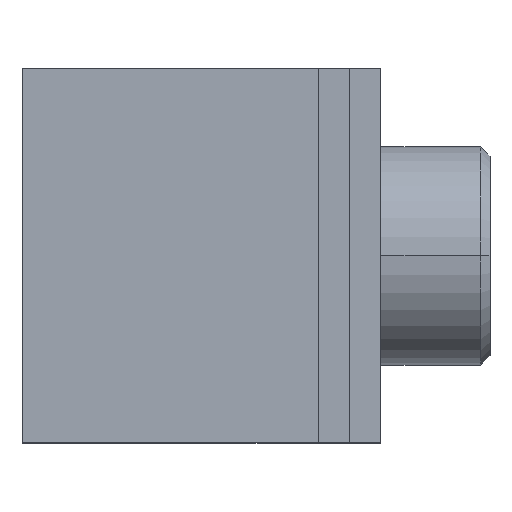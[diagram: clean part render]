
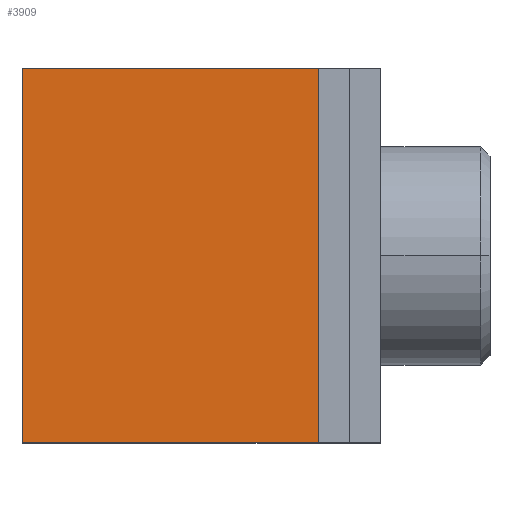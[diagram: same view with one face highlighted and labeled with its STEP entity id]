
A CAD part, top view. The second image highlights one B-rep face of the part: STEP entity #3909.
In plain terms, the highlighted planar face has unit normal (0, 0, 1).
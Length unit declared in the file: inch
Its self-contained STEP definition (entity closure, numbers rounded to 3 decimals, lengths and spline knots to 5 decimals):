
#99 = CARTESIAN_POINT ( 'NONE',  ( -0.21654, -0.23622, 0.1378 ) ) ;
#255 = VECTOR ( 'NONE', #2660, 39.37008 ) ;
#364 = CARTESIAN_POINT ( 'NONE',  ( -0.59055, 0.23622, 0.1378 ) ) ;
#570 = CARTESIAN_POINT ( 'NONE',  ( -0.1378, 0.23622, 0.1378 ) ) ;
#585 = EDGE_CURVE ( 'NONE', #4001, #853, #2437, .T. ) ;
#853 = VERTEX_POINT ( 'NONE', #3534 ) ;
#880 = DIRECTION ( 'NONE',  ( 0., 1., 0. ) ) ;
#1159 = AXIS2_PLACEMENT_3D ( 'NONE', #570, #1304, #1602 ) ;
#1164 = EDGE_CURVE ( 'NONE', #853, #3591, #4006, .T. ) ;
#1193 = EDGE_LOOP ( 'NONE', ( #2767, #3937, #4541, #1817 ) ) ;
#1278 = CARTESIAN_POINT ( 'NONE',  ( -0.1378, 0.23622, 0.1378 ) ) ;
#1304 = DIRECTION ( 'NONE',  ( 0., 0., -1. ) ) ;
#1467 = DIRECTION ( 'NONE',  ( 1., 0., 0. ) ) ;
#1602 = DIRECTION ( 'NONE',  ( -1., 0., 0. ) ) ;
#1817 = ORIENTED_EDGE ( 'NONE', *, *, #4532, .T. ) ;
#1855 = VECTOR ( 'NONE', #1467, 39.37008 ) ;
#2127 = CARTESIAN_POINT ( 'NONE',  ( -0.59055, -0.23622, 0.1378 ) ) ;
#2324 = EDGE_CURVE ( 'NONE', #3726, #3591, #4417, .T. ) ;
#2437 = LINE ( 'NONE', #2798, #1855 ) ;
#2660 = DIRECTION ( 'NONE',  ( 1., 0., 0. ) ) ;
#2689 = DIRECTION ( 'NONE',  ( 0., -1., 0. ) ) ;
#2767 = ORIENTED_EDGE ( 'NONE', *, *, #585, .T. ) ;
#2798 = CARTESIAN_POINT ( 'NONE',  ( -0.1378, -0.23622, 0.1378 ) ) ;
#2944 = CARTESIAN_POINT ( 'NONE',  ( -0.59055, 0.23622, 0.1378 ) ) ;
#3142 = LINE ( 'NONE', #364, #4537 ) ;
#3252 = VECTOR ( 'NONE', #880, 39.37008 ) ;
#3401 = PLANE ( 'NONE',  #1159 ) ;
#3534 = CARTESIAN_POINT ( 'NONE',  ( -0.21654, -0.23622, 0.1378 ) ) ;
#3591 = VERTEX_POINT ( 'NONE', #3711 ) ;
#3711 = CARTESIAN_POINT ( 'NONE',  ( -0.21654, 0.23622, 0.1378 ) ) ;
#3726 = VERTEX_POINT ( 'NONE', #2944 ) ;
#3909 = ADVANCED_FACE ( 'NONE', ( #4115 ), #3401, .F. ) ;
#3937 = ORIENTED_EDGE ( 'NONE', *, *, #1164, .T. ) ;
#4001 = VERTEX_POINT ( 'NONE', #2127 ) ;
#4006 = LINE ( 'NONE', #99, #3252 ) ;
#4115 = FACE_OUTER_BOUND ( 'NONE', #1193, .T. ) ;
#4417 = LINE ( 'NONE', #1278, #255 ) ;
#4532 = EDGE_CURVE ( 'NONE', #3726, #4001, #3142, .T. ) ;
#4537 = VECTOR ( 'NONE', #2689, 39.37008 ) ;
#4541 = ORIENTED_EDGE ( 'NONE', *, *, #2324, .F. ) ;
